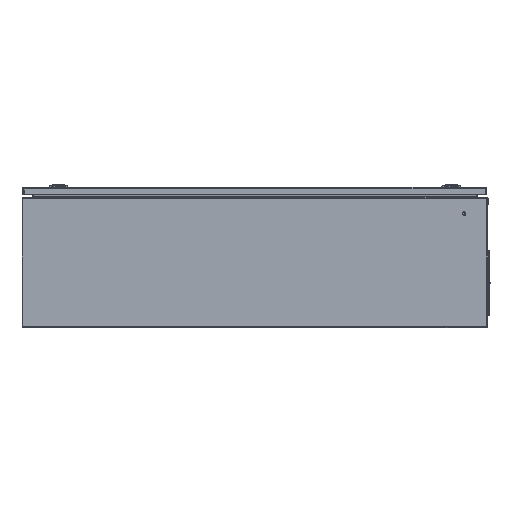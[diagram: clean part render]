
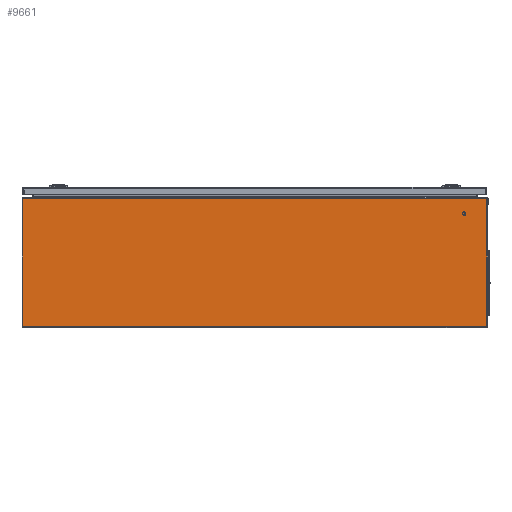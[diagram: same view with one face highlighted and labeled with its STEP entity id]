
A CAD part, left-side view. The second image highlights one B-rep face of the part: STEP entity #9661.
In plain terms, the highlighted planar face has unit normal (-1, 0, 0).
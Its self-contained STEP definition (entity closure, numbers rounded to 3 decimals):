
#9619 = VERTEX_POINT ( 'NONE', #12672 ) ;
#9621 = ORIENTED_EDGE ( 'NONE', *, *, #9688, .T. ) ;
#9622 = ORIENTED_EDGE ( 'NONE', *, *, #9625, .T. ) ;
#9625 = EDGE_CURVE ( 'NONE', #9685, #9651, #12668, .T. ) ;
#9628 = ORIENTED_EDGE ( 'NONE', *, *, #9649, .T. ) ;
#9629 = ORIENTED_EDGE ( 'NONE', *, *, #9630, .T. ) ;
#9630 = EDGE_CURVE ( 'NONE', #9644, #9631, #12657, .T. ) ;
#9631 = VERTEX_POINT ( 'NONE', #12650 ) ;
#9633 = ORIENTED_EDGE ( 'NONE', *, *, #9635, .T. ) ;
#9635 = EDGE_CURVE ( 'NONE', #9631, #9619, #12645, .T. ) ;
#9644 = VERTEX_POINT ( 'NONE', #12766 ) ;
#9649 = EDGE_CURVE ( 'NONE', #9651, #9644, #12759, .T. ) ;
#9651 = VERTEX_POINT ( 'NONE', #12752 ) ;
#9661 = ADVANCED_FACE ( 'NONE', ( #12729 ), #12724, .T. ) ;
#9665 = EDGE_LOOP ( 'NONE', ( #9666, #9621, #9622, #9628, #9629, #9633 ) ) ;
#9666 = ORIENTED_EDGE ( 'NONE', *, *, #9667, .T. ) ;
#9667 = EDGE_CURVE ( 'NONE', #9619, #9672, #12713, .T. ) ;
#9672 = VERTEX_POINT ( 'NONE', #12845 ) ;
#9685 = VERTEX_POINT ( 'NONE', #12818 ) ;
#9688 = EDGE_CURVE ( 'NONE', #9672, #9685, #12814, .T. ) ;
#12641 = DIRECTION ( 'NONE',  ( 0., 1., 0. ) ) ;
#12642 = VECTOR ( 'NONE', #12641, 1000. ) ;
#12644 = CARTESIAN_POINT ( 'NONE',  ( -400., -5483.492, 277. ) ) ;
#12645 = LINE ( 'NONE', #12644, #12642 ) ;
#12650 = CARTESIAN_POINT ( 'NONE',  ( -400., -498.474, 277. ) ) ;
#12651 = DIRECTION ( 'NONE',  ( 0., -1., 0. ) ) ;
#12653 = DIRECTION ( 'NONE',  ( -1., 0., 0. ) ) ;
#12654 = CARTESIAN_POINT ( 'NONE',  ( -400., -493.499, 276.502 ) ) ;
#12655 = AXIS2_PLACEMENT_3D ( 'NONE', #12654, #12653, #12651 ) ;
#12657 = CIRCLE ( 'NONE', #12655, 5. ) ;
#12664 = DIRECTION ( 'NONE',  ( 0., -1., 0. ) ) ;
#12665 = VECTOR ( 'NONE', #12664, 1000. ) ;
#12667 = CARTESIAN_POINT ( 'NONE',  ( -400., 5483.5, 3. ) ) ;
#12668 = LINE ( 'NONE', #12667, #12665 ) ;
#12672 = CARTESIAN_POINT ( 'NONE',  ( -400., 498.474, 277. ) ) ;
#12710 = CARTESIAN_POINT ( 'NONE',  ( -400., 493.499, 276.502 ) ) ;
#12711 = AXIS2_PLACEMENT_3D ( 'NONE', #12710, #12857, #12855 ) ;
#12713 = CIRCLE ( 'NONE', #12711, 5. ) ;
#12718 = DIRECTION ( 'NONE',  ( 0., 0., -1. ) ) ;
#12719 = DIRECTION ( 'NONE',  ( -1., 0., 0. ) ) ;
#12721 = CARTESIAN_POINT ( 'NONE',  ( -400., 5483.5, 278.5 ) ) ;
#12722 = AXIS2_PLACEMENT_3D ( 'NONE', #12721, #12719, #12718 ) ;
#12724 = PLANE ( 'NONE',  #12722 ) ;
#12729 = FACE_OUTER_BOUND ( 'NONE', #9665, .T. ) ;
#12752 = CARTESIAN_POINT ( 'NONE',  ( -400., -498.499, 3. ) ) ;
#12754 = DIRECTION ( 'NONE',  ( 0., 0., 1. ) ) ;
#12756 = VECTOR ( 'NONE', #12754, 1000. ) ;
#12757 = CARTESIAN_POINT ( 'NONE',  ( -400., -498.499, 278.5 ) ) ;
#12759 = LINE ( 'NONE', #12757, #12756 ) ;
#12766 = CARTESIAN_POINT ( 'NONE',  ( -400., -498.499, 276.502 ) ) ;
#12809 = DIRECTION ( 'NONE',  ( 0., 0., -1. ) ) ;
#12811 = VECTOR ( 'NONE', #12809, 1000. ) ;
#12812 = CARTESIAN_POINT ( 'NONE',  ( -400., 498.499, 278.5 ) ) ;
#12814 = LINE ( 'NONE', #12812, #12811 ) ;
#12818 = CARTESIAN_POINT ( 'NONE',  ( -400., 498.499, 3. ) ) ;
#12845 = CARTESIAN_POINT ( 'NONE',  ( -400., 498.499, 276.502 ) ) ;
#12855 = DIRECTION ( 'NONE',  ( 0., -1., 0. ) ) ;
#12857 = DIRECTION ( 'NONE',  ( -1., 0., 0. ) ) ;
